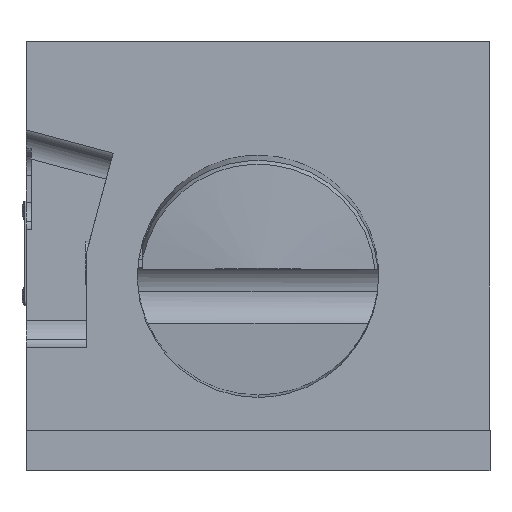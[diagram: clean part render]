
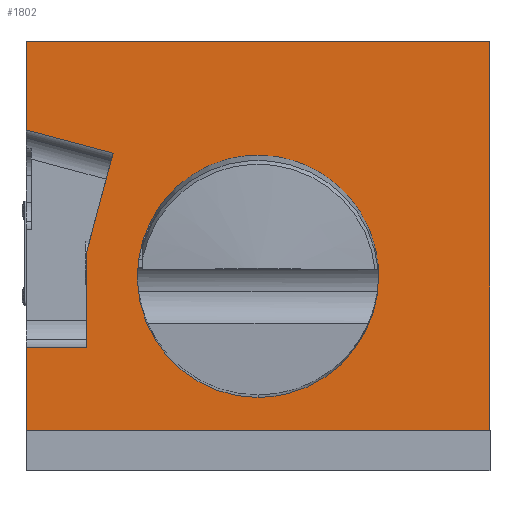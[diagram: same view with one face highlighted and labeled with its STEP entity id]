
A CAD part, left-side view. The second image highlights one B-rep face of the part: STEP entity #1802.
In plain terms, the highlighted planar face has unit normal (-1, 0, 0).
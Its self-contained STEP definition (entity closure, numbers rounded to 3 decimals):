
#1802=ADVANCED_FACE('',(#4179,#4180),#4181,.T.);
#4179=FACE_BOUND('',#7296,.T.);
#4180=FACE_OUTER_BOUND('',#7297,.T.);
#4181=PLANE('',#7298);
#7296=EDGE_LOOP('',(#12387,#12388));
#7297=EDGE_LOOP('',(#12389,#12390,#12391,#12392,#12393,#12394,#12395,#12396,#12397));
#7298=AXIS2_PLACEMENT_3D('',#12398,#12399,#12400);
#12387=ORIENTED_EDGE('',*,*,#17851,.T.);
#12388=ORIENTED_EDGE('',*,*,#18773,.T.);
#12389=ORIENTED_EDGE('',*,*,#18894,.T.);
#12390=ORIENTED_EDGE('',*,*,#18870,.T.);
#12391=ORIENTED_EDGE('',*,*,#18898,.T.);
#12392=ORIENTED_EDGE('',*,*,#18701,.F.);
#12393=ORIENTED_EDGE('',*,*,#18900,.T.);
#12394=ORIENTED_EDGE('',*,*,#18816,.T.);
#12395=ORIENTED_EDGE('',*,*,#18822,.T.);
#12396=ORIENTED_EDGE('',*,*,#18694,.F.);
#12397=ORIENTED_EDGE('',*,*,#18892,.T.);
#12398=CARTESIAN_POINT('',(0.,86.5,-0.27));
#12399=DIRECTION('',(-1.0,0.,0.0));
#12400=DIRECTION('',(0.,-1.0,0.0));
#17851=EDGE_CURVE('',#21158,#21156,#21159,.T.);
#18694=EDGE_CURVE('',#22416,#22418,#22419,.T.);
#18701=EDGE_CURVE('',#22429,#22431,#22432,.T.);
#18773=EDGE_CURVE('',#21156,#21158,#22510,.T.);
#18816=EDGE_CURVE('',#22566,#22564,#22567,.T.);
#18822=EDGE_CURVE('',#22564,#22418,#22575,.T.);
#18870=EDGE_CURVE('',#22629,#22627,#22630,.T.);
#18892=EDGE_CURVE('',#22416,#22651,#22653,.T.);
#18894=EDGE_CURVE('',#22651,#22629,#22655,.T.);
#18898=EDGE_CURVE('',#22627,#22431,#22659,.T.);
#18900=EDGE_CURVE('',#22429,#22566,#22661,.T.);
#21156=VERTEX_POINT('',#26029);
#21158=VERTEX_POINT('',#26032);
#21159=ELLIPSE('',#26033,45.172,45.0);
#22416=VERTEX_POINT('',#27726);
#22418=VERTEX_POINT('',#27729);
#22419=LINE('',#27730,#27731);
#22429=VERTEX_POINT('',#27746);
#22431=VERTEX_POINT('',#27749);
#22432=LINE('',#27750,#27751);
#22510=ELLIPSE('',#27859,45.172,45.0);
#22564=VERTEX_POINT('',#27928);
#22566=VERTEX_POINT('',#27931);
#22567=LINE('',#27932,#27933);
#22575=LINE('',#27944,#27945);
#22627=VERTEX_POINT('',#28004);
#22629=VERTEX_POINT('',#28007);
#22630=LINE('',#28008,#28009);
#22651=VERTEX_POINT('',#28031);
#22653=LINE('',#28034,#28035);
#22655=LINE('',#28037,#28038);
#22659=LINE('',#28042,#28043);
#22661=LINE('',#28045,#28046);
#26029=CARTESIAN_POINT('',(0.,86.5,102.332));
#26032=CARTESIAN_POINT('',(0.,86.5,11.989));
#26033=AXIS2_PLACEMENT_3D('',#32888,#32889,#32890);
#27726=CARTESIAN_POINT('',(0.,173.0,111.726));
#27729=CARTESIAN_POINT('',(0.,173.0,144.73));
#27730=CARTESIAN_POINT('',(0.,173.0,-0.27));
#27731=VECTOR('',#34091,1.0);
#27746=CARTESIAN_POINT('',(0.,173.0,-0.27));
#27749=CARTESIAN_POINT('',(0.,173.0,30.727));
#27750=CARTESIAN_POINT('',(0.,173.0,-0.27));
#27751=VECTOR('',#34098,1.0);
#27859=AXIS2_PLACEMENT_3D('',#34201,#34202,#34203);
#27928=CARTESIAN_POINT('',(0.,0.,144.73));
#27931=CARTESIAN_POINT('',(0.,0.,-0.27));
#27932=CARTESIAN_POINT('',(0.,0.,-0.27));
#27933=VECTOR('',#34247,1.0);
#27944=CARTESIAN_POINT('',(0.,173.0,144.73));
#27945=VECTOR('',#34254,1.0);
#28004=CARTESIAN_POINT('',(0.,150.5,30.727));
#28007=CARTESIAN_POINT('',(0.,150.5,65.783));
#28008=CARTESIAN_POINT('',(0.,150.5,31.134));
#28009=VECTOR('',#34320,1.0);
#28031=CARTESIAN_POINT('',(0.,140.521,103.024));
#28034=CARTESIAN_POINT('',(0.,100.67,92.345));
#28035=VECTOR('',#34350,1.0);
#28037=CARTESIAN_POINT('',(0.,154.227,51.872));
#28038=VECTOR('',#34351,1.);
#28042=CARTESIAN_POINT('',(0.,129.75,30.727));
#28043=VECTOR('',#34352,1.0);
#28045=CARTESIAN_POINT('',(0.,173.0,-0.27));
#28046=VECTOR('',#34353,1.0);
#32888=CARTESIAN_POINT('',(0.,86.5,57.161));
#32889=DIRECTION('',(1.0,0.,0.0));
#32890=DIRECTION('',(0.,0.,1.0));
#34091=DIRECTION('',(0.0,0.0,1.0));
#34098=DIRECTION('',(0.0,0.0,1.0));
#34201=CARTESIAN_POINT('',(0.,86.5,57.161));
#34202=DIRECTION('',(1.0,0.,0.0));
#34203=DIRECTION('',(0.,0.,1.0));
#34247=DIRECTION('',(0.0,0.0,1.0));
#34254=DIRECTION('',(0.,1.0,0.0));
#34320=DIRECTION('',(0.0,0.0,-1.0));
#34350=DIRECTION('',(0.,-0.966,-0.259));
#34351=DIRECTION('',(0.,0.259,-0.966));
#34352=DIRECTION('',(0.,1.0,0.0));
#34353=DIRECTION('',(0.,-1.0,0.0));
